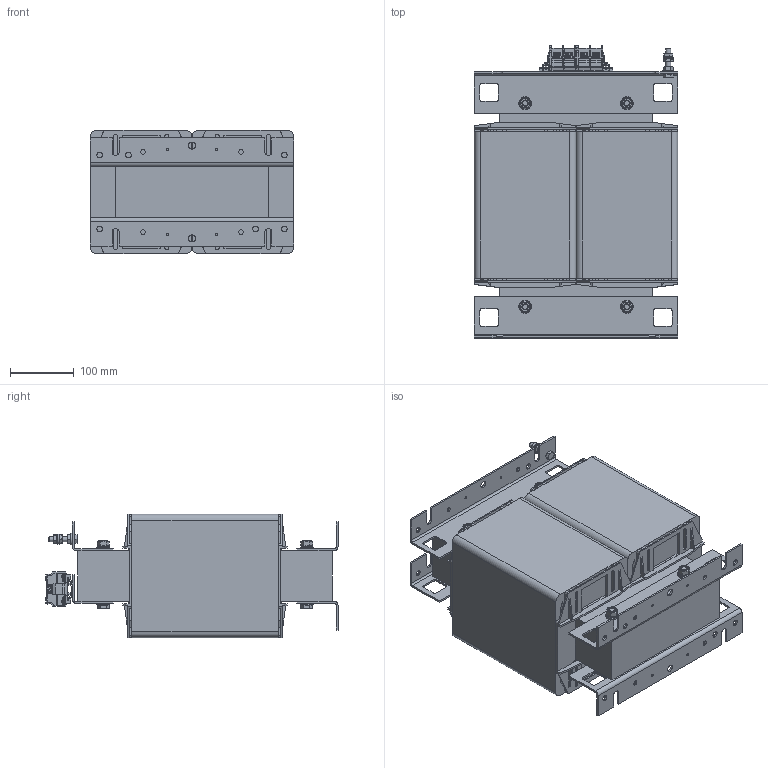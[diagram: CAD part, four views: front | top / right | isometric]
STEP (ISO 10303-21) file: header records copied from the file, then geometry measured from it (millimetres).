
FILE_DESCRIPTION(/* description */ (''),/* implementation_level */ '2;1');
FILE_NAME(/* name */ 'TKX10.stp',/* time_stamp */ '2023-10-19T09:45:25+02:00',/* author */ ('amr'),/* organization */ (''),/* preprocessor_version */ 'ST-DEVELOPER v16.13',/* originating_system */ 'Autodesk Inventor 2018',/* authorisation */ '');
FILE_SCHEMA (('AUTOMOTIVE_DESIGN { 1 0 10303 214 3 1 1 }'));
Products named in the file (1): TKX10
Bounding box: 320 x 459.1 x 194 mm (x, y, z)
Volume: 17987406.5 mm3; surface area: 1794162.7 mm2
Topology: 80 solids, 80 shells, 5328 faces, 12402 edges, 7204 vertices
Faces by surface type: plane 2010, cylinder 1953, torus 625, sphere 476, cone 240, bspline 24
Full cylindrical faces by diameter (mm): 3 x4, 3.5 x8, 3.92 x4, 3.95 x4, 4.2 x4, 4.25 x6, 4.45 x8, 5 x8, 5.3 x8, 5.85 x8, 6.43 x8, 6.647 x3, 7 x8, 7.7 x8, 8 x9, 8.376 x4, 8.4 x1, 9 x12, 10 x12, 10.5 x8, 11 x4, 11.7 x1, 12 x4, 13 x8, 14.63 x4, 16 x1, 20 x8
Entity records: 153470 total; most frequent: DIRECTION 27178, CARTESIAN_POINT 26205, ORIENTED_EDGE 23982, EDGE_CURVE 11975, AXIS2_PLACEMENT_3D 10190, VERTEX_POINT 7165, LINE 6798, VECTOR 6798
